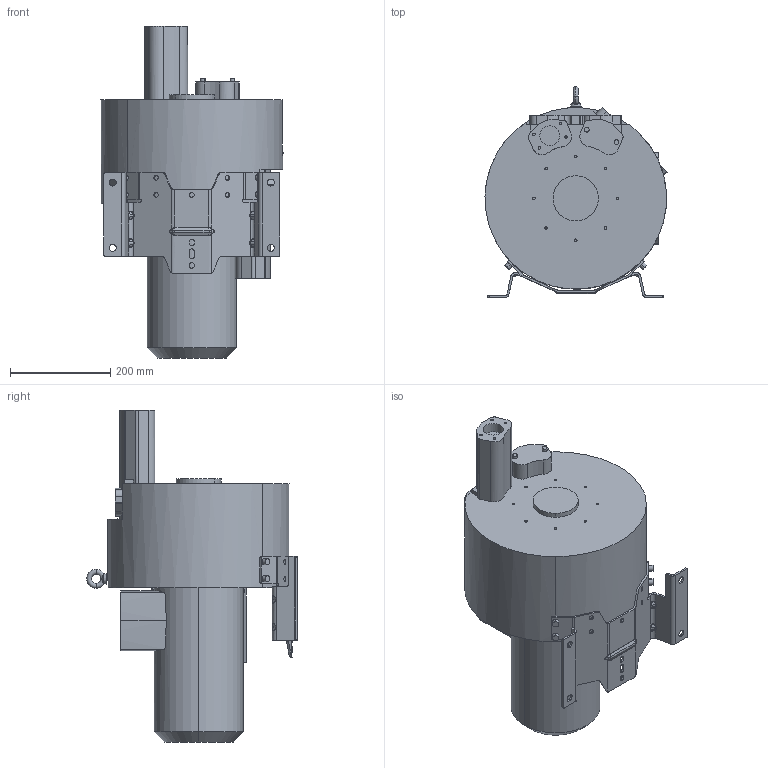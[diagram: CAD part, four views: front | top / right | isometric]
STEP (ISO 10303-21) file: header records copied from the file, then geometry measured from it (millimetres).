
FILE_DESCRIPTION(/* description */ (''),/* implementation_level */ '2;1');
FILE_NAME(/* name */ '4RB 430-0AP36-1-60HZ.stp',/* time_stamp */ '2025-12-16T14:59:07+08:00',/* author */ (''),/* organization */ (''),/* preprocessor_version */ 'ST-DEVELOPER v16',/* originating_system */ 'SIEMENS PLM Software NX 11.0',/* authorisation */ '');
FILE_SCHEMA (('AUTOMOTIVE_DESIGN { 1 0 10303 214 3 1 1 1 }'));
Length unit declared in the file: millimetre
Products named in the file (1): Admi35C4A358c6ut
Bounding box: 362.62 x 419.71 x 661.39 mm (x, y, z)
Volume: 31139863 mm3; surface area: 930736.2 mm2
Topology: 1 solids, 9 shells, 717 faces, 1858 edges, 1198 vertices
Faces by surface type: cylinder 338, plane 252, bspline 98, torus 18, cone 7, sphere 4
Entity records: 27207 total; most frequent: CARTESIAN_POINT 10387, ORIENTED_EDGE 3716, DIRECTION 3224, EDGE_CURVE 1858, AXIS2_PLACEMENT_3D 1226, VERTEX_POINT 1198, EDGE_LOOP 788, LINE 772
